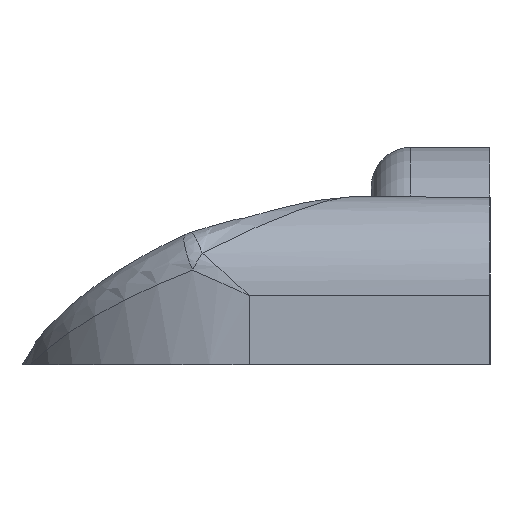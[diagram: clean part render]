
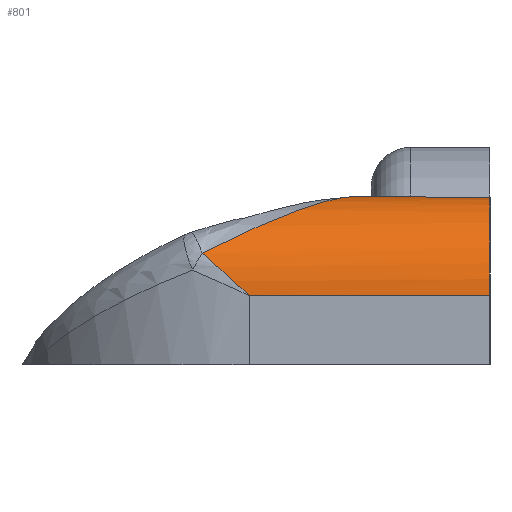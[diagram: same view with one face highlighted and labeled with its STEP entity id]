
A CAD part, left-side view. The second image highlights one B-rep face of the part: STEP entity #801.
In plain terms, the highlighted cylindrical face has radius 5 mm (diameter 10 mm), a partial arc.
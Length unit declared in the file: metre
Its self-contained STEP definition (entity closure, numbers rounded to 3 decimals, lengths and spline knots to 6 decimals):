
#46=B_SPLINE_CURVE_WITH_KNOTS('',3,(#1466,#1467,#1468,#1469),
 .UNSPECIFIED.,.F.,.F.,(4,4),(0.,0.003266),.UNSPECIFIED.);
#64=ELLIPSE('',#896,0.010155,0.005);
#115=LINE('',#1460,#157);
#116=LINE('',#1462,#158);
#157=VECTOR('',#1085,1.);
#158=VECTOR('',#1086,1.);
#317=ORIENTED_EDGE('',*,*,#493,.T.);
#318=ORIENTED_EDGE('',*,*,#459,.T.);
#319=ORIENTED_EDGE('',*,*,#494,.F.);
#320=ORIENTED_EDGE('',*,*,#495,.F.);
#321=ORIENTED_EDGE('',*,*,#496,.F.);
#459=EDGE_CURVE('',#572,#571,#619,.T.);
#493=EDGE_CURVE('',#588,#572,#115,.T.);
#494=EDGE_CURVE('',#589,#571,#116,.T.);
#495=EDGE_CURVE('',#590,#589,#64,.T.);
#496=EDGE_CURVE('',#588,#590,#46,.F.);
#571=VERTEX_POINT('',#1303);
#572=VERTEX_POINT('',#1305);
#588=VERTEX_POINT('',#1461);
#589=VERTEX_POINT('',#1463);
#590=VERTEX_POINT('',#1465);
#619=CIRCLE('',#866,0.005);
#677=EDGE_LOOP('',(#317,#318,#319,#320,#321));
#732=FACE_BOUND('',#677,.T.);
#765=CYLINDRICAL_SURFACE('',#895,0.005);
#801=ADVANCED_FACE('',(#732),#765,.T.);
#866=AXIS2_PLACEMENT_3D('',#1304,#1016,#1017);
#895=AXIS2_PLACEMENT_3D('',#1459,#1083,#1084);
#896=AXIS2_PLACEMENT_3D('',#1464,#1087,#1088);
#1016=DIRECTION('',(0.,1.,0.));
#1017=DIRECTION('',(0.,0.,-1.));
#1083=DIRECTION('',(0.,-1.,0.));
#1084=DIRECTION('',(0.,0.,-1.));
#1085=DIRECTION('',(0.,-1.,0.));
#1086=DIRECTION('',(0.,-1.,0.));
#1087=DIRECTION('',(0.314,0.492,0.812));
#1088=DIRECTION('',(0.178,-0.87,0.459));
#1303=CARTESIAN_POINT('',(-0.061712,0.003692,-0.056582));
#1304=CARTESIAN_POINT('',(-0.063,0.003692,-0.061413));
#1305=CARTESIAN_POINT('',(-0.068,0.003692,-0.061413));
#1459=CARTESIAN_POINT('',(-0.063,0.028692,-0.061413));
#1460=CARTESIAN_POINT('',(-0.068,0.028692,-0.061413));
#1461=CARTESIAN_POINT('',(-0.068,0.015865,-0.061413));
#1462=CARTESIAN_POINT('',(-0.061712,0.028692,-0.056582));
#1463=CARTESIAN_POINT('',(-0.061712,0.01013,-0.056582));
#1464=CARTESIAN_POINT('',(-0.063,0.018917,-0.061413));
#1465=CARTESIAN_POINT('',(-0.067513,0.018251,-0.059261));
#1466=CARTESIAN_POINT('',(-0.067513,0.018251,-0.059261));
#1467=CARTESIAN_POINT('',(-0.067838,0.017467,-0.059942));
#1468=CARTESIAN_POINT('',(-0.068,0.016667,-0.060677));
#1469=CARTESIAN_POINT('',(-0.068,0.015865,-0.061413));
